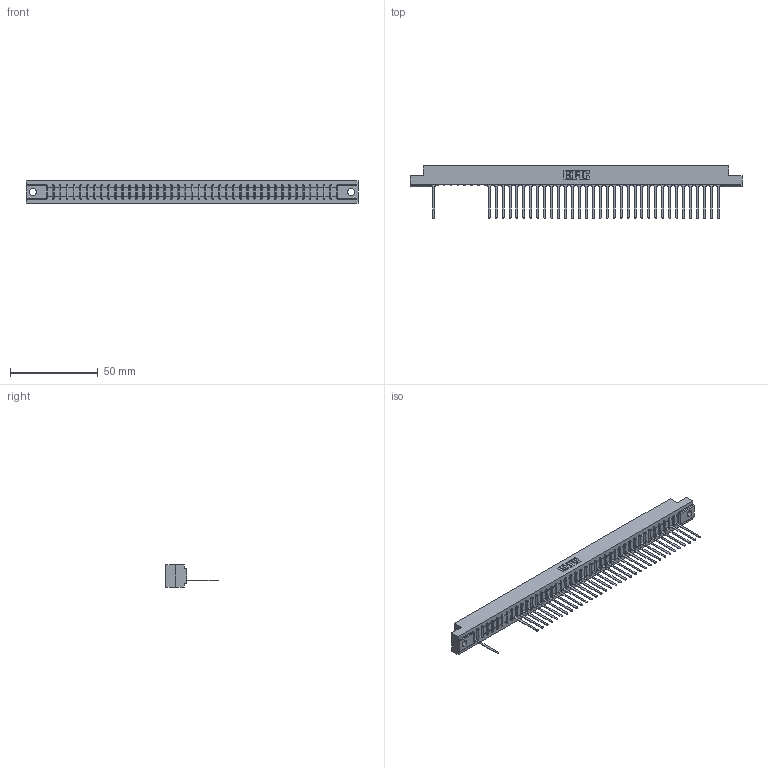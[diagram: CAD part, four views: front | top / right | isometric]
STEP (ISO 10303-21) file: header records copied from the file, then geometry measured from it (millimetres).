
FILE_DESCRIPTION (( 'STEP AP203' ), '1' );
FILE_NAME ('307-042-545-104.STEP', '2018-08-05T17:00:23', ( '' ), ( '' ), 'SwSTEP 2.0', 'SolidWorks 2016', '' );
FILE_SCHEMA (( 'CONFIG_CONTROL_DESIGN' ));
Length unit declared in the file: inch
Products named in the file (3): 307 Part_.156 Dia Mounting Holes; 307-290-001_545; 307-042-545-104
Assembly tree (36 placements, depth 2):
  307-042-545-104
    307 Part_.156 Dia Mounting Holes
    307-290-001_545  x35
Bounding box: 189.43 x 30 x 12.7 mm (x, y, z)
Volume: 19600.6 mm3; surface area: 20828.6 mm2
Topology: 36 solids, 36 shells, 2275 faces, 6477 edges, 4154 vertices
Faces by surface type: plane 1463, cylinder 726, sphere 86
Entity records: 36168 total; most frequent: CARTESIAN_POINT 6127, ORIENTED_EDGE 6118, DIRECTION 5943, EDGE_CURVE 3059, LINE 2355, VECTOR 2355, VERTEX_POINT 1978, AXIS2_PLACEMENT_3D 1794
